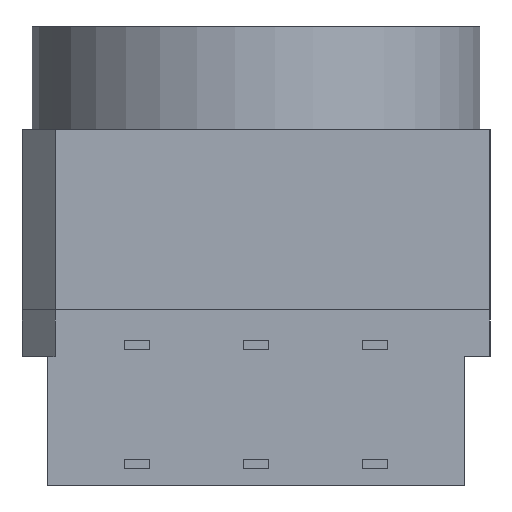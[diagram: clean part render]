
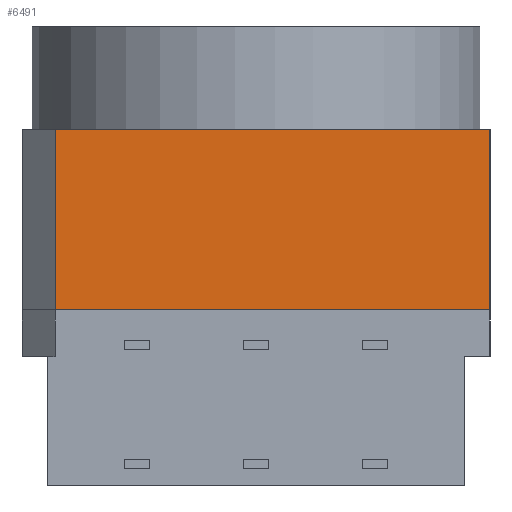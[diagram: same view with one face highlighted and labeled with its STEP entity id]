
A CAD part, left-side view. The second image highlights one B-rep face of the part: STEP entity #6491.
In plain terms, the highlighted planar face has unit normal (-1, 0, 0).
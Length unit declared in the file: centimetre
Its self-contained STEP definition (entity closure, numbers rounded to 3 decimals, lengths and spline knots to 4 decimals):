
#405=FACE_OUTER_BOUND('',#783,.T.);
#783=EDGE_LOOP('',(#4307,#4308,#4309,#4310));
#1209=LINE('',#8435,#1949);
#1212=LINE('',#8441,#1952);
#1219=LINE('',#8457,#1959);
#1220=LINE('',#8458,#1960);
#1949=VECTOR('',#7154,1.);
#1952=VECTOR('',#7159,1.);
#1959=VECTOR('',#7170,1.);
#1960=VECTOR('',#7171,1.);
#2689=VERTEX_POINT('',#8432);
#2690=VERTEX_POINT('',#8434);
#2692=VERTEX_POINT('',#8440);
#2699=VERTEX_POINT('',#8456);
#3330=EDGE_CURVE('',#2690,#2689,#1209,.T.);
#3333=EDGE_CURVE('',#2692,#2690,#1212,.T.);
#3341=EDGE_CURVE('',#2699,#2689,#1219,.T.);
#3342=EDGE_CURVE('',#2692,#2699,#1220,.T.);
#4307=ORIENTED_EDGE('',*,*,#3330,.T.);
#4308=ORIENTED_EDGE('',*,*,#3341,.F.);
#4309=ORIENTED_EDGE('',*,*,#3342,.F.);
#4310=ORIENTED_EDGE('',*,*,#3333,.T.);
#6226=PLANE('',#6883);
#6491=ADVANCED_FACE('',(#405),#6226,.T.);
#6883=AXIS2_PLACEMENT_3D('',#8455,#7168,#7169);
#7154=DIRECTION('',(0.,0.,-1.));
#7159=DIRECTION('',(0.,1.,0.));
#7168=DIRECTION('center_axis',(-1.,0.,0.));
#7169=DIRECTION('ref_axis',(0.,0.,
1.));
#7170=DIRECTION('',(0.,1.,0.));
#7171=DIRECTION('',(0.,0.,-1.));
#8432=CARTESIAN_POINT('',(-0.5,0.4293,-0.1525));
#8434=CARTESIAN_POINT('',(-0.5,0.4293,0.2325));
#8435=CARTESIAN_POINT('',(-0.5,0.4293,0.1362));
#8440=CARTESIAN_POINT('',(-0.5,-0.5,0.2325));
#8441=CARTESIAN_POINT('',(-0.5,0.5,0.2325));
#8455=CARTESIAN_POINT('Origin',(-0.5,-0.5,0.04));
#8456=CARTESIAN_POINT('',(-0.5,-0.5,-0.1525));
#8457=CARTESIAN_POINT('',(-0.5,-0.5,-0.1525));
#8458=CARTESIAN_POINT('',(-0.5,-0.5,0.04));
